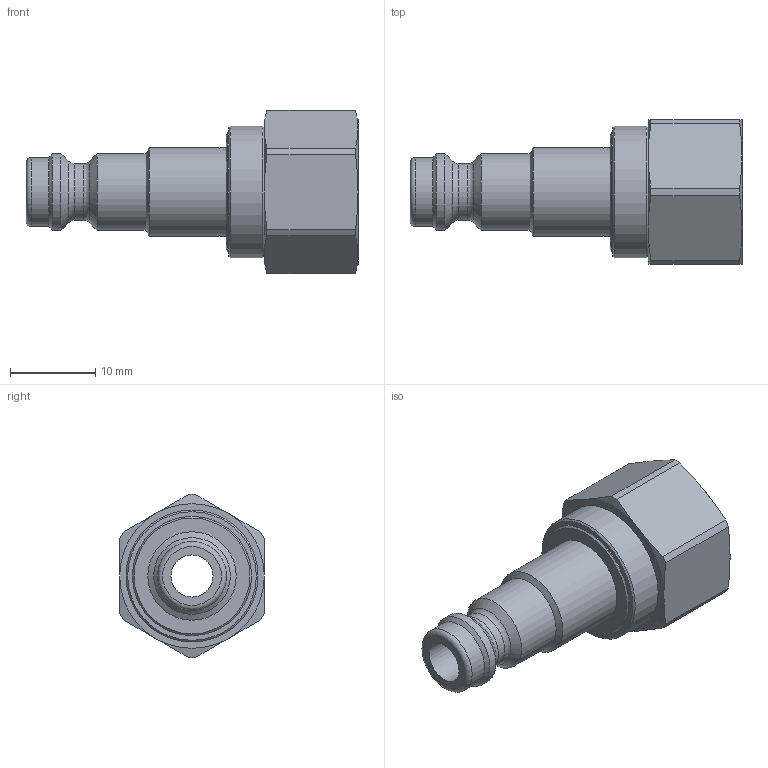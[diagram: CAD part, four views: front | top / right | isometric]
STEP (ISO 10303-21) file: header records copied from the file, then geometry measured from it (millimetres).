
FILE_DESCRIPTION((''),'2;1');
FILE_NAME('21sfiw13mxx0.stp','2016-06-09T10:22:10',('AS035480'),(''),'Autodesk Inventor 2013','Autodesk Inventor 2013','');
FILE_SCHEMA(('AUTOMOTIVE_DESIGN { 1 0 10303 214 1 1 1 1 }'));
Length unit declared in the file: millimetre
Products named in the file (3): D115123; D115122; D103012
Assembly tree (2 placements, depth 2):
  D115123
    D115122
    D103012
Bounding box: 39 x 17 x 19.15 mm (x, y, z)
Volume: 3630.3 mm3; surface area: 3176.5 mm2
Topology: 2 solids, 2 shells, 54 faces, 112 edges, 65 vertices
Faces by surface type: cone 21, cylinder 17, plane 13, torus 3
Full cylindrical faces by diameter (mm): 4.95 x1, 6.65 x1, 8.1 x1, 9 x2, 10.4 x1, 11.445 x1, 13.85 x1, 14 x1, 14.05 x1, 15.5 x1
Entity records: 1375 total; most frequent: CARTESIAN_POINT 261, DIRECTION 236, ORIENTED_EDGE 178, AXIS2_PLACEMENT_3D 112, EDGE_CURVE 89, EDGE_LOOP 84, VERTEX_POINT 65, FACE_OUTER_BOUND 54
